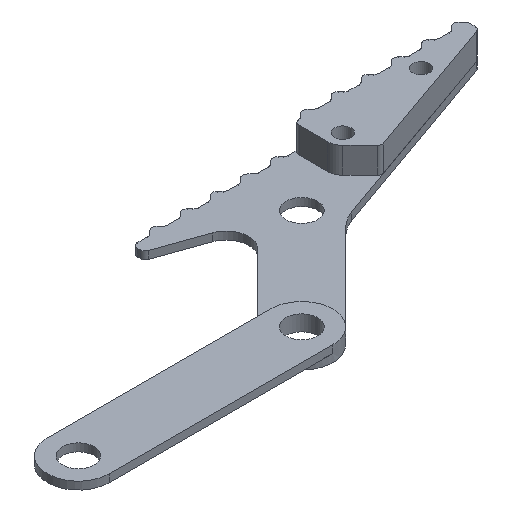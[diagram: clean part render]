
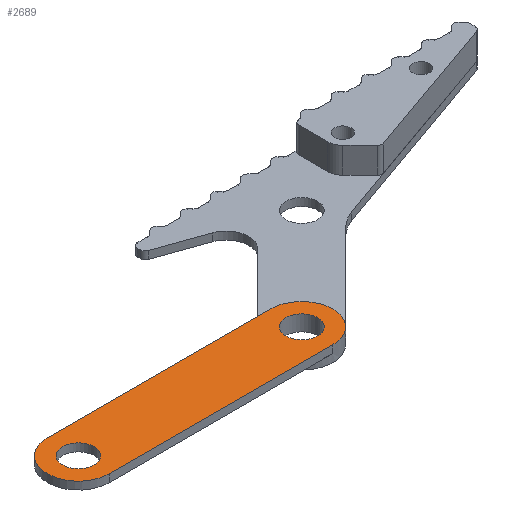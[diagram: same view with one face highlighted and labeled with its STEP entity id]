
A CAD part, isometric view. The second image highlights one B-rep face of the part: STEP entity #2689.
In plain terms, the highlighted planar face has unit normal (0, 0, 1).
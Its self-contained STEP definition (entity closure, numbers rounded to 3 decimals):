
#37=FACE_BOUND('',#390,.T.);
#38=FACE_BOUND('',#391,.T.);
#107=PLANE('',#2999);
#243=FACE_OUTER_BOUND('',#389,.T.);
#389=EDGE_LOOP('',(#2481,#2482,#2483,#2484));
#390=EDGE_LOOP('',(#2485));
#391=EDGE_LOOP('',(#2486));
#645=LINE('',#4607,#902);
#648=LINE('',#4614,#905);
#902=VECTOR('',#3800,10.);
#905=VECTOR('',#3809,10.);
#1039=CIRCLE('',#2990,3.06);
#1040=CIRCLE('',#2992,3.06);
#1041=CIRCLE('',#2994,6.);
#1042=CIRCLE('',#2997,6.);
#1299=VERTEX_POINT('',#4592);
#1300=VERTEX_POINT('',#4596);
#1301=VERTEX_POINT('',#4600);
#1302=VERTEX_POINT('',#4602);
#1303=VERTEX_POINT('',#4606);
#1304=VERTEX_POINT('',#4610);
#1688=EDGE_CURVE('',#1299,#1299,#1039,.T.);
#1690=EDGE_CURVE('',#1300,#1300,#1040,.T.);
#1692=EDGE_CURVE('',#1302,#1301,#1041,.T.);
#1694=EDGE_CURVE('',#1303,#1302,#645,.T.);
#1696=EDGE_CURVE('',#1304,#1303,#1042,.T.);
#1698=EDGE_CURVE('',#1301,#1304,#648,.T.);
#2481=ORIENTED_EDGE('',*,*,#1698,.T.);
#2482=ORIENTED_EDGE('',*,*,#1696,.T.);
#2483=ORIENTED_EDGE('',*,*,#1694,.T.);
#2484=ORIENTED_EDGE('',*,*,#1692,.T.);
#2485=ORIENTED_EDGE('',*,*,#1690,.T.);
#2486=ORIENTED_EDGE('',*,*,#1688,.T.);
#2689=ADVANCED_FACE('',(#243,#37,#38),#107,.T.);
#2990=AXIS2_PLACEMENT_3D('',#4594,#3785,#3786);
#2992=AXIS2_PLACEMENT_3D('',#4598,#3790,#3791);
#2994=AXIS2_PLACEMENT_3D('',#4603,#3795,#3796);
#2997=AXIS2_PLACEMENT_3D('',#4611,#3804,#3805);
#2999=AXIS2_PLACEMENT_3D('',#4615,#3810,#3811);
#3785=DIRECTION('center_axis',(0.,0.,-1.));
#3786=DIRECTION('ref_axis',(1.,0.,0.));
#3790=DIRECTION('center_axis',(0.,0.,-1.));
#3791=DIRECTION('ref_axis',(1.,0.,0.));
#3795=DIRECTION('center_axis',(0.,0.,1.));
#3796=DIRECTION('ref_axis',(0.,1.,0.));
#3800=DIRECTION('',(-1.,0.,0.));
#3804=DIRECTION('center_axis',(0.,0.,1.));
#3805=DIRECTION('ref_axis',(0.,-1.,0.));
#3809=DIRECTION('',(1.,0.,0.));
#3810=DIRECTION('center_axis',(0.,0.,1.));
#3811=DIRECTION('ref_axis',(1.,0.,0.));
#4592=CARTESIAN_POINT('',(-206.081,-229.537,1.5));
#4594=CARTESIAN_POINT('Origin',(-203.021,-229.537,1.5));
#4596=CARTESIAN_POINT('',(-162.881,-229.537,1.5));
#4598=CARTESIAN_POINT('Origin',(-159.821,-229.537,1.5));
#4600=CARTESIAN_POINT('',(-203.021,-235.537,1.5));
#4602=CARTESIAN_POINT('',(-203.021,-223.537,1.5));
#4603=CARTESIAN_POINT('Origin',(-203.021,-229.537,1.5));
#4606=CARTESIAN_POINT('',(-159.821,-223.537,1.5));
#4607=CARTESIAN_POINT('',(-203.021,-223.537,1.5));
#4610=CARTESIAN_POINT('',(-159.821,-235.537,1.5));
#4611=CARTESIAN_POINT('Origin',(-159.821,-229.537,1.5));
#4614=CARTESIAN_POINT('',(-203.021,-235.537,1.5));
#4615=CARTESIAN_POINT('Origin',(-181.421,-229.537,1.5));
